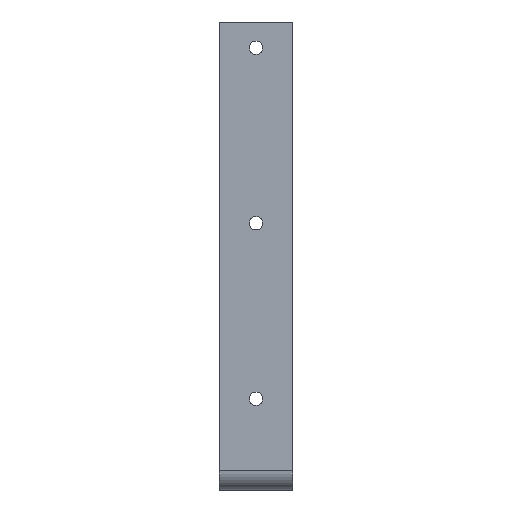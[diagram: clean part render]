
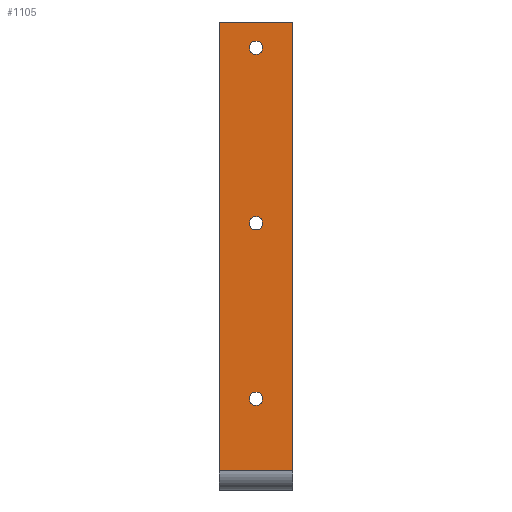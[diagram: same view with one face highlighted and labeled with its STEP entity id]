
A CAD part, left-side view. The second image highlights one B-rep face of the part: STEP entity #1105.
In plain terms, the highlighted planar face has unit normal (-1, 0, 0).
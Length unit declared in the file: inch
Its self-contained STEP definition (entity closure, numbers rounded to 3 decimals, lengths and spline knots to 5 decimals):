
#3 = DIRECTION ( 'NONE',  ( -1., 0., 0. ) ) ;
#30 = EDGE_CURVE ( 'NONE', #957, #916, #197, .T. ) ;
#35 = DIRECTION ( 'NONE',  ( 1., 0., 0. ) ) ;
#39 = CARTESIAN_POINT ( 'NONE',  ( -0.11, -0.625, 7.89 ) ) ;
#42 = DIRECTION ( 'NONE',  ( 0., 0., -1. ) ) ;
#71 = CARTESIAN_POINT ( 'NONE',  ( -0.11, 0.625, 7.89 ) ) ;
#73 = CARTESIAN_POINT ( 'NONE',  ( -0.11, 0., 7.45 ) ) ;
#76 = VECTOR ( 'NONE', #309, 39.37008 ) ;
#79 = DIRECTION ( 'NONE',  ( -1., 0., 0. ) ) ;
#97 = CARTESIAN_POINT ( 'NONE',  ( -0.11, 0., 7.45 ) ) ;
#104 = VERTEX_POINT ( 'NONE', #831 ) ;
#160 = EDGE_CURVE ( 'NONE', #862, #589, #764, .T. ) ;
#168 = ORIENTED_EDGE ( 'NONE', *, *, #255, .F. ) ;
#179 = DIRECTION ( 'NONE',  ( 0., 0., -1. ) ) ;
#197 = CIRCLE ( 'NONE', #1065, 0.115 ) ;
#215 = FACE_BOUND ( 'NONE', #788, .T. ) ;
#238 = VERTEX_POINT ( 'NONE', #346 ) ;
#255 = EDGE_CURVE ( 'NONE', #773, #104, #609, .T. ) ;
#286 = CARTESIAN_POINT ( 'NONE',  ( -0.11, 0., 4.335 ) ) ;
#301 = ORIENTED_EDGE ( 'NONE', *, *, #879, .F. ) ;
#306 = DIRECTION ( 'NONE',  ( 0., -1., 0. ) ) ;
#307 = EDGE_CURVE ( 'NONE', #535, #881, #1060, .T. ) ;
#309 = DIRECTION ( 'NONE',  ( 0., 0., 1. ) ) ;
#320 = FACE_OUTER_BOUND ( 'NONE', #753, .T. ) ;
#326 = ORIENTED_EDGE ( 'NONE', *, *, #30, .F. ) ;
#346 = CARTESIAN_POINT ( 'NONE',  ( -0.11, 0., 1.565 ) ) ;
#369 = DIRECTION ( 'NONE',  ( 0., 0., -1. ) ) ;
#391 = AXIS2_PLACEMENT_3D ( 'NONE', #73, #79, #865 ) ;
#402 = DIRECTION ( 'NONE',  ( 0., -1., 0. ) ) ;
#406 = AXIS2_PLACEMENT_3D ( 'NONE', #619, #886, #179 ) ;
#465 = VERTEX_POINT ( 'NONE', #837 ) ;
#473 = CIRCLE ( 'NONE', #391, 0.115 ) ;
#507 = ORIENTED_EDGE ( 'NONE', *, *, #1006, .F. ) ;
#524 = CARTESIAN_POINT ( 'NONE',  ( -0.11, 0., 4.45 ) ) ;
#526 = DIRECTION ( 'NONE',  ( -1., 0., 0. ) ) ;
#531 = AXIS2_PLACEMENT_3D ( 'NONE', #1082, #35, #42 ) ;
#535 = VERTEX_POINT ( 'NONE', #71 ) ;
#543 = ORIENTED_EDGE ( 'NONE', *, *, #307, .F. ) ;
#545 = DIRECTION ( 'NONE',  ( 0., 0., 1. ) ) ;
#574 = EDGE_CURVE ( 'NONE', #104, #773, #473, .T. ) ;
#587 = EDGE_LOOP ( 'NONE', ( #326, #1115 ) ) ;
#588 = CARTESIAN_POINT ( 'NONE',  ( -0.11, 0.625, 7.89 ) ) ;
#589 = VERTEX_POINT ( 'NONE', #598 ) ;
#598 = CARTESIAN_POINT ( 'NONE',  ( -0.11, -0.625, 0.22 ) ) ;
#609 = CIRCLE ( 'NONE', #836, 0.115 ) ;
#619 = CARTESIAN_POINT ( 'NONE',  ( -0.11, 0., 1.45 ) ) ;
#642 = CARTESIAN_POINT ( 'NONE',  ( -0.11, 0.625, 0.22 ) ) ;
#654 = EDGE_CURVE ( 'NONE', #589, #881, #1015, .T. ) ;
#678 = DIRECTION ( 'NONE',  ( 0., 0., -1. ) ) ;
#695 = DIRECTION ( 'NONE',  ( 0., 0., -1. ) ) ;
#702 = LINE ( 'NONE', #725, #967 ) ;
#706 = VECTOR ( 'NONE', #402, 39.37008 ) ;
#716 = DIRECTION ( 'NONE',  ( -1., 0., 0. ) ) ;
#725 = CARTESIAN_POINT ( 'NONE',  ( -0.11, 0.625, 7.89 ) ) ;
#753 = EDGE_LOOP ( 'NONE', ( #507, #815, #927, #543 ) ) ;
#764 = LINE ( 'NONE', #642, #860 ) ;
#770 = CIRCLE ( 'NONE', #406, 0.115 ) ;
#773 = VERTEX_POINT ( 'NONE', #863 ) ;
#782 = CARTESIAN_POINT ( 'NONE',  ( -0.11, 0., 4.565 ) ) ;
#785 = CARTESIAN_POINT ( 'NONE',  ( -0.11, -0.625, 7.89 ) ) ;
#788 = EDGE_LOOP ( 'NONE', ( #1034, #301 ) ) ;
#806 = CARTESIAN_POINT ( 'NONE',  ( -0.11, 0., 1.45 ) ) ;
#807 = EDGE_CURVE ( 'NONE', #916, #957, #887, .T. ) ;
#815 = ORIENTED_EDGE ( 'NONE', *, *, #160, .T. ) ;
#818 = AXIS2_PLACEMENT_3D ( 'NONE', #1044, #526, #678 ) ;
#820 = PLANE ( 'NONE',  #531 ) ;
#831 = CARTESIAN_POINT ( 'NONE',  ( -0.11, 0., 7.565 ) ) ;
#834 = EDGE_LOOP ( 'NONE', ( #168, #1009 ) ) ;
#836 = AXIS2_PLACEMENT_3D ( 'NONE', #97, #1010, #1094 ) ;
#837 = CARTESIAN_POINT ( 'NONE',  ( -0.11, 0., 1.335 ) ) ;
#860 = VECTOR ( 'NONE', #306, 39.37008 ) ;
#862 = VERTEX_POINT ( 'NONE', #1052 ) ;
#863 = CARTESIAN_POINT ( 'NONE',  ( -0.11, 0., 7.335 ) ) ;
#865 = DIRECTION ( 'NONE',  ( 0., 0., -1. ) ) ;
#879 = EDGE_CURVE ( 'NONE', #238, #465, #770, .T. ) ;
#881 = VERTEX_POINT ( 'NONE', #785 ) ;
#886 = DIRECTION ( 'NONE',  ( -1., 0., 0. ) ) ;
#887 = CIRCLE ( 'NONE', #818, 0.115 ) ;
#910 = CIRCLE ( 'NONE', #945, 0.115 ) ;
#916 = VERTEX_POINT ( 'NONE', #782 ) ;
#927 = ORIENTED_EDGE ( 'NONE', *, *, #654, .T. ) ;
#934 = FACE_BOUND ( 'NONE', #587, .T. ) ;
#945 = AXIS2_PLACEMENT_3D ( 'NONE', #806, #716, #369 ) ;
#949 = FACE_BOUND ( 'NONE', #834, .T. ) ;
#957 = VERTEX_POINT ( 'NONE', #286 ) ;
#967 = VECTOR ( 'NONE', #545, 39.37008 ) ;
#1006 = EDGE_CURVE ( 'NONE', #862, #535, #702, .T. ) ;
#1009 = ORIENTED_EDGE ( 'NONE', *, *, #574, .F. ) ;
#1010 = DIRECTION ( 'NONE',  ( -1., 0., 0. ) ) ;
#1015 = LINE ( 'NONE', #39, #76 ) ;
#1025 = EDGE_CURVE ( 'NONE', #465, #238, #910, .T. ) ;
#1034 = ORIENTED_EDGE ( 'NONE', *, *, #1025, .F. ) ;
#1044 = CARTESIAN_POINT ( 'NONE',  ( -0.11, 0., 4.45 ) ) ;
#1052 = CARTESIAN_POINT ( 'NONE',  ( -0.11, 0.625, 0.22 ) ) ;
#1060 = LINE ( 'NONE', #588, #706 ) ;
#1065 = AXIS2_PLACEMENT_3D ( 'NONE', #524, #3, #695 ) ;
#1082 = CARTESIAN_POINT ( 'NONE',  ( -0.11, 0.625, 7.89 ) ) ;
#1094 = DIRECTION ( 'NONE',  ( 0., 0., -1. ) ) ;
#1105 = ADVANCED_FACE ( 'NONE', ( #949, #934, #215, #320 ), #820, .F. ) ;
#1115 = ORIENTED_EDGE ( 'NONE', *, *, #807, .F. ) ;
